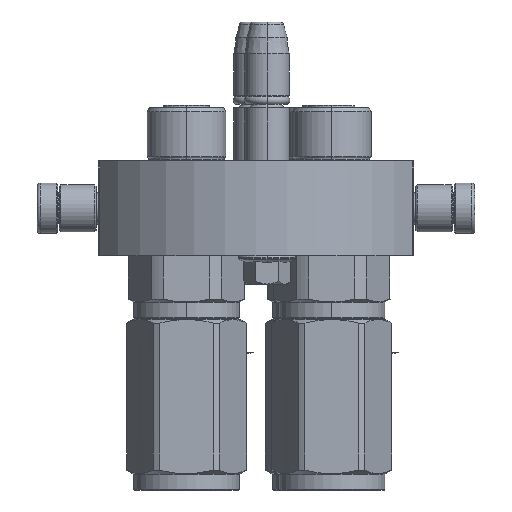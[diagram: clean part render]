
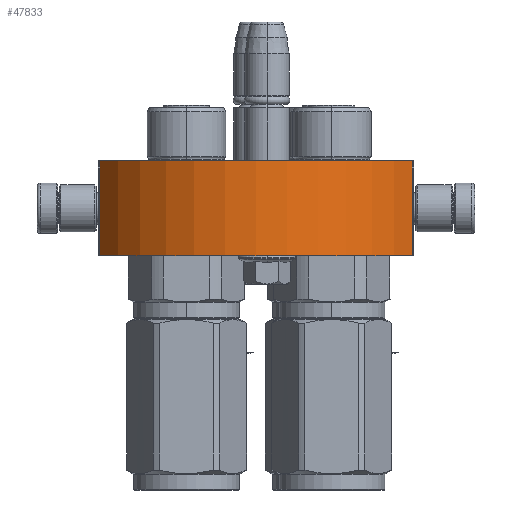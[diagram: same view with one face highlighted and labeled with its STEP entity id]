
A CAD part, left-side view. The second image highlights one B-rep face of the part: STEP entity #47833.
In plain terms, the highlighted cylindrical face has radius 57.25 mm (diameter 114.5 mm), a partial arc.
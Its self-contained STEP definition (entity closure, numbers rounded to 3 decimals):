
#1248 = ORIENTED_EDGE ( 'NONE', *, *, #48887, .T. ) ;
#3657 = DIRECTION ( 'NONE',  ( 0., 1., 0. ) ) ;
#3862 = CYLINDRICAL_SURFACE ( 'NONE', #58977, 57.25 ) ;
#4671 = VERTEX_POINT ( 'NONE', #11137 ) ;
#7454 = DIRECTION ( 'NONE',  ( 0., 1., 0. ) ) ;
#8297 = DIRECTION ( 'NONE',  ( 0.865, 0., -0.502 ) ) ;
#9187 = DIRECTION ( 'NONE',  ( 1., 0., 0. ) ) ;
#11137 = CARTESIAN_POINT ( 'NONE',  ( -49.5, 0., -28.763 ) ) ;
#13125 = EDGE_CURVE ( 'NONE', #20815, #4671, #37074, .T. ) ;
#13797 = VECTOR ( 'NONE', #3657, 1000. ) ;
#19060 = CIRCLE ( 'NONE', #52291, 57.25 ) ;
#20815 = VERTEX_POINT ( 'NONE', #40756 ) ;
#22819 = LINE ( 'NONE', #60728, #32438 ) ;
#23831 = CARTESIAN_POINT ( 'NONE',  ( -49.5, 30., -28.763 ) ) ;
#24606 = ORIENTED_EDGE ( 'NONE', *, *, #50787, .F. ) ;
#26282 = LINE ( 'NONE', #51204, #13797 ) ;
#28938 = FACE_OUTER_BOUND ( 'NONE', #38330, .T. ) ;
#29728 = EDGE_CURVE ( 'NONE', #52060, #31867, #19060, .T. ) ;
#31820 = CARTESIAN_POINT ( 'NONE',  ( 0., 0., 0. ) ) ;
#31867 = VERTEX_POINT ( 'NONE', #23831 ) ;
#32438 = VECTOR ( 'NONE', #47290, 1000. ) ;
#35836 = CARTESIAN_POINT ( 'NONE',  ( 0., 0., 0. ) ) ;
#37074 = CIRCLE ( 'NONE', #40050, 57.25 ) ;
#37150 = DIRECTION ( 'NONE',  ( 0.865, 0., -0.502 ) ) ;
#38330 = EDGE_LOOP ( 'NONE', ( #40760, #24606, #41606, #1248 ) ) ;
#40050 = AXIS2_PLACEMENT_3D ( 'NONE', #35836, #7454, #8297 ) ;
#40756 = CARTESIAN_POINT ( 'NONE',  ( 49.5, 0., -28.763 ) ) ;
#40760 = ORIENTED_EDGE ( 'NONE', *, *, #29728, .F. ) ;
#41606 = ORIENTED_EDGE ( 'NONE', *, *, #13125, .T. ) ;
#46395 = DIRECTION ( 'NONE',  ( 0., -1., 0. ) ) ;
#47290 = DIRECTION ( 'NONE',  ( 0., 1., 0. ) ) ;
#47833 = ADVANCED_FACE ( 'NONE', ( #28938 ), #3862, .T. ) ;
#48887 = EDGE_CURVE ( 'NONE', #4671, #31867, #22819, .T. ) ;
#50787 = EDGE_CURVE ( 'NONE', #20815, #52060, #26282, .T. ) ;
#51204 = CARTESIAN_POINT ( 'NONE',  ( 49.5, 0., -28.763 ) ) ;
#52060 = VERTEX_POINT ( 'NONE', #53084 ) ;
#52291 = AXIS2_PLACEMENT_3D ( 'NONE', #60455, #60658, #37150 ) ;
#53084 = CARTESIAN_POINT ( 'NONE',  ( 49.5, 30., -28.763 ) ) ;
#58977 = AXIS2_PLACEMENT_3D ( 'NONE', #31820, #46395, #9187 ) ;
#60455 = CARTESIAN_POINT ( 'NONE',  ( 0., 30., 0. ) ) ;
#60658 = DIRECTION ( 'NONE',  ( 0., 1., 0. ) ) ;
#60728 = CARTESIAN_POINT ( 'NONE',  ( -49.5, 0., -28.763 ) ) ;
